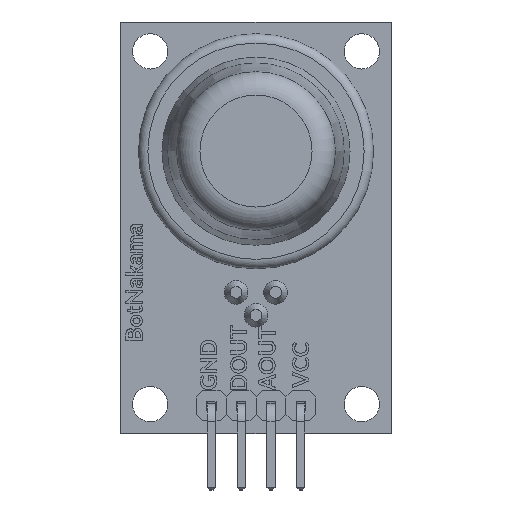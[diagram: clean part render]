
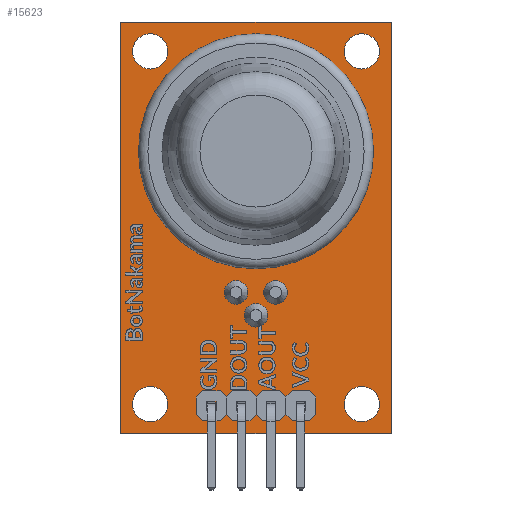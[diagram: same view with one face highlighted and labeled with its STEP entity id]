
A CAD part, top view. The second image highlights one B-rep face of the part: STEP entity #15623.
In plain terms, the highlighted planar face has unit normal (0, 0, 1).
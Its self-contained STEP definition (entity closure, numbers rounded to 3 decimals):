
#319=CIRCLE('',#17093,1.5);
#321=CIRCLE('',#17096,1.5);
#323=CIRCLE('',#17099,1.5);
#325=CIRCLE('',#17102,1.5);
#327=CIRCLE('',#17105,0.8);
#329=CIRCLE('',#17108,0.8);
#331=CIRCLE('',#17111,0.8);
#333=CIRCLE('',#17114,0.8);
#335=CIRCLE('',#17117,0.8);
#337=CIRCLE('',#17120,0.8);
#339=CIRCLE('',#17123,0.5);
#341=CIRCLE('',#17126,0.5);
#343=CIRCLE('',#17129,0.5);
#345=CIRCLE('',#17132,0.5);
#347=CIRCLE('',#17135,0.5);
#349=CIRCLE('',#17138,0.5);
#351=CIRCLE('',#17141,0.5);
#552=FACE_BOUND('',#1347,.T.);
#553=FACE_BOUND('',#1348,.T.);
#554=FACE_BOUND('',#1349,.T.);
#555=FACE_BOUND('',#1350,.T.);
#556=FACE_BOUND('',#1351,.T.);
#557=FACE_BOUND('',#1352,.T.);
#558=FACE_BOUND('',#1353,.T.);
#559=FACE_BOUND('',#1354,.T.);
#560=FACE_BOUND('',#1355,.T.);
#561=FACE_BOUND('',#1356,.T.);
#562=FACE_BOUND('',#1357,.T.);
#563=FACE_BOUND('',#1358,.T.);
#564=FACE_BOUND('',#1359,.T.);
#565=FACE_BOUND('',#1360,.T.);
#566=FACE_BOUND('',#1361,.T.);
#567=FACE_BOUND('',#1362,.T.);
#568=FACE_BOUND('',#1363,.T.);
#655=FACE_OUTER_BOUND('',#1346,.T.);
#1346=EDGE_LOOP('',(#10889,#10890,#10891,#10892));
#1347=EDGE_LOOP('',(#10893));
#1348=EDGE_LOOP('',(#10894));
#1349=EDGE_LOOP('',(#10895));
#1350=EDGE_LOOP('',(#10896));
#1351=EDGE_LOOP('',(#10897));
#1352=EDGE_LOOP('',(#10898));
#1353=EDGE_LOOP('',(#10899));
#1354=EDGE_LOOP('',(#10900));
#1355=EDGE_LOOP('',(#10901));
#1356=EDGE_LOOP('',(#10902));
#1357=EDGE_LOOP('',(#10903));
#1358=EDGE_LOOP('',(#10904));
#1359=EDGE_LOOP('',(#10905));
#1360=EDGE_LOOP('',(#10906));
#1361=EDGE_LOOP('',(#10907));
#1362=EDGE_LOOP('',(#10908));
#1363=EDGE_LOOP('',(#10909));
#2129=LINE('',#22542,#3574);
#2132=LINE('',#22548,#3577);
#2135=LINE('',#22554,#3580);
#2138=LINE('',#22559,#3583);
#3574=VECTOR('',#18103,1.);
#3577=VECTOR('',#18108,1.);
#3580=VECTOR('',#18113,1.);
#3583=VECTOR('',#18118,1.);
#6162=VERTEX_POINT('',#22539);
#6163=VERTEX_POINT('',#22541);
#6165=VERTEX_POINT('',#22547);
#6167=VERTEX_POINT('',#22553);
#6169=VERTEX_POINT('',#22562);
#6171=VERTEX_POINT('',#22568);
#6173=VERTEX_POINT('',#22574);
#6175=VERTEX_POINT('',#22580);
#6177=VERTEX_POINT('',#22586);
#6179=VERTEX_POINT('',#22592);
#6181=VERTEX_POINT('',#22598);
#6183=VERTEX_POINT('',#22604);
#6185=VERTEX_POINT('',#22610);
#6187=VERTEX_POINT('',#22616);
#6189=VERTEX_POINT('',#22622);
#6191=VERTEX_POINT('',#22628);
#6193=VERTEX_POINT('',#22634);
#6195=VERTEX_POINT('',#22640);
#6197=VERTEX_POINT('',#22646);
#6199=VERTEX_POINT('',#22652);
#6201=VERTEX_POINT('',#22658);
#8203=EDGE_CURVE('',#6162,#6163,#2129,.T.);
#8206=EDGE_CURVE('',#6163,#6165,#2132,.T.);
#8209=EDGE_CURVE('',#6165,#6167,#2135,.T.);
#8212=EDGE_CURVE('',#6167,#6162,#2138,.T.);
#8214=EDGE_CURVE('',#6169,#6169,#319,.T.);
#8217=EDGE_CURVE('',#6171,#6171,#321,.T.);
#8220=EDGE_CURVE('',#6173,#6173,#323,.T.);
#8223=EDGE_CURVE('',#6175,#6175,#325,.T.);
#8226=EDGE_CURVE('',#6177,#6177,#327,.T.);
#8229=EDGE_CURVE('',#6179,#6179,#329,.T.);
#8232=EDGE_CURVE('',#6181,#6181,#331,.T.);
#8235=EDGE_CURVE('',#6183,#6183,#333,.T.);
#8238=EDGE_CURVE('',#6185,#6185,#335,.T.);
#8241=EDGE_CURVE('',#6187,#6187,#337,.T.);
#8244=EDGE_CURVE('',#6189,#6189,#339,.T.);
#8247=EDGE_CURVE('',#6191,#6191,#341,.T.);
#8250=EDGE_CURVE('',#6193,#6193,#343,.T.);
#8253=EDGE_CURVE('',#6195,#6195,#345,.T.);
#8256=EDGE_CURVE('',#6197,#6197,#347,.T.);
#8259=EDGE_CURVE('',#6199,#6199,#349,.T.);
#8262=EDGE_CURVE('',#6201,#6201,#351,.T.);
#10889=ORIENTED_EDGE('',*,*,#8203,.F.);
#10890=ORIENTED_EDGE('',*,*,#8212,.F.);
#10891=ORIENTED_EDGE('',*,*,#8209,.F.);
#10892=ORIENTED_EDGE('',*,*,#8206,.F.);
#10893=ORIENTED_EDGE('',*,*,#8214,.F.);
#10894=ORIENTED_EDGE('',*,*,#8217,.F.);
#10895=ORIENTED_EDGE('',*,*,#8220,.F.);
#10896=ORIENTED_EDGE('',*,*,#8223,.F.);
#10897=ORIENTED_EDGE('',*,*,#8226,.F.);
#10898=ORIENTED_EDGE('',*,*,#8229,.F.);
#10899=ORIENTED_EDGE('',*,*,#8232,.F.);
#10900=ORIENTED_EDGE('',*,*,#8235,.F.);
#10901=ORIENTED_EDGE('',*,*,#8238,.F.);
#10902=ORIENTED_EDGE('',*,*,#8241,.F.);
#10903=ORIENTED_EDGE('',*,*,#8244,.F.);
#10904=ORIENTED_EDGE('',*,*,#8247,.F.);
#10905=ORIENTED_EDGE('',*,*,#8250,.F.);
#10906=ORIENTED_EDGE('',*,*,#8253,.F.);
#10907=ORIENTED_EDGE('',*,*,#8256,.F.);
#10908=ORIENTED_EDGE('',*,*,#8259,.F.);
#10909=ORIENTED_EDGE('',*,*,#8262,.F.);
#14455=PLANE('',#17144);
#15623=ADVANCED_FACE('',(#655,#552,#553,#554,#555,#556,#557,#558,#559,#560,
#561,#562,#563,#564,#565,#566,#567,#568),#14455,.T.);
#17093=AXIS2_PLACEMENT_3D('',#22563,#18122,#18123);
#17096=AXIS2_PLACEMENT_3D('',#22569,#18129,#18130);
#17099=AXIS2_PLACEMENT_3D('',#22575,#18136,#18137);
#17102=AXIS2_PLACEMENT_3D('',#22581,#18143,#18144);
#17105=AXIS2_PLACEMENT_3D('',#22587,#18150,#18151);
#17108=AXIS2_PLACEMENT_3D('',#22593,#18157,#18158);
#17111=AXIS2_PLACEMENT_3D('',#22599,#18164,#18165);
#17114=AXIS2_PLACEMENT_3D('',#22605,#18171,#18172);
#17117=AXIS2_PLACEMENT_3D('',#22611,#18178,#18179);
#17120=AXIS2_PLACEMENT_3D('',#22617,#18185,#18186);
#17123=AXIS2_PLACEMENT_3D('',#22623,#18192,#18193);
#17126=AXIS2_PLACEMENT_3D('',#22629,#18199,#18200);
#17129=AXIS2_PLACEMENT_3D('',#22635,#18206,#18207);
#17132=AXIS2_PLACEMENT_3D('',#22641,#18213,#18214);
#17135=AXIS2_PLACEMENT_3D('',#22647,#18220,#18221);
#17138=AXIS2_PLACEMENT_3D('',#22653,#18227,#18228);
#17141=AXIS2_PLACEMENT_3D('',#22659,#18234,#18235);
#17144=AXIS2_PLACEMENT_3D('',#22664,#18241,#18242);
#18103=DIRECTION('',(1.,0.,0.));
#18108=DIRECTION('',(0.,-1.,0.));
#18113=DIRECTION('',(-1.,0.,0.));
#18118=DIRECTION('',(0.,1.,0.));
#18122=DIRECTION('center_axis',(0.,0.,1.));
#18123=DIRECTION('ref_axis',(1.,0.,0.));
#18129=DIRECTION('center_axis',(0.,0.,1.));
#18130=DIRECTION('ref_axis',(1.,0.,0.));
#18136=DIRECTION('center_axis',(0.,0.,1.));
#18137=DIRECTION('ref_axis',(1.,0.,0.));
#18143=DIRECTION('center_axis',(0.,0.,1.));
#18144=DIRECTION('ref_axis',(1.,0.,0.));
#18150=DIRECTION('center_axis',(0.,0.,1.));
#18151=DIRECTION('ref_axis',(1.,0.,0.));
#18157=DIRECTION('center_axis',(0.,0.,1.));
#18158=DIRECTION('ref_axis',(1.,0.,0.));
#18164=DIRECTION('center_axis',(0.,0.,1.));
#18165=DIRECTION('ref_axis',(1.,0.,0.));
#18171=DIRECTION('center_axis',(0.,0.,1.));
#18172=DIRECTION('ref_axis',(1.,0.,0.));
#18178=DIRECTION('center_axis',(0.,0.,1.));
#18179=DIRECTION('ref_axis',(1.,0.,0.));
#18185=DIRECTION('center_axis',(0.,0.,1.));
#18186=DIRECTION('ref_axis',(1.,0.,0.));
#18192=DIRECTION('center_axis',(0.,0.,1.));
#18193=DIRECTION('ref_axis',(1.,0.,0.));
#18199=DIRECTION('center_axis',(0.,0.,1.));
#18200=DIRECTION('ref_axis',(1.,0.,0.));
#18206=DIRECTION('center_axis',(0.,0.,1.));
#18207=DIRECTION('ref_axis',(1.,0.,0.));
#18213=DIRECTION('center_axis',(0.,0.,1.));
#18214=DIRECTION('ref_axis',(1.,0.,0.));
#18220=DIRECTION('center_axis',(0.,0.,1.));
#18221=DIRECTION('ref_axis',(1.,0.,0.));
#18227=DIRECTION('center_axis',(0.,0.,1.));
#18228=DIRECTION('ref_axis',(1.,0.,0.));
#18234=DIRECTION('center_axis',(0.,0.,1.));
#18235=DIRECTION('ref_axis',(1.,0.,0.));
#18241=DIRECTION('center_axis',(0.,0.,1.));
#18242=DIRECTION('ref_axis',(1.,0.,0.));
#22539=CARTESIAN_POINT('',(-11.5,17.5,2.));
#22541=CARTESIAN_POINT('',(11.5,17.5,2.));
#22542=CARTESIAN_POINT('',(-11.5,17.5,2.));
#22547=CARTESIAN_POINT('',(11.5,-17.5,2.));
#22548=CARTESIAN_POINT('',(11.5,17.5,2.));
#22553=CARTESIAN_POINT('',(-11.5,-17.5,2.));
#22554=CARTESIAN_POINT('',(11.5,-17.5,2.));
#22559=CARTESIAN_POINT('',(-11.5,-17.5,2.));
#22562=CARTESIAN_POINT('',(7.5,-15.,2.));
#22563=CARTESIAN_POINT('Origin',(9.,-15.,2.));
#22568=CARTESIAN_POINT('',(-10.5,-15.,2.));
#22569=CARTESIAN_POINT('Origin',(-9.,-15.,2.));
#22574=CARTESIAN_POINT('',(7.5,15.,2.));
#22575=CARTESIAN_POINT('Origin',(9.,15.,2.));
#22580=CARTESIAN_POINT('',(-10.5,15.,2.));
#22581=CARTESIAN_POINT('Origin',(-9.,15.,2.));
#22586=CARTESIAN_POINT('',(2.7,10.5,2.));
#22587=CARTESIAN_POINT('Origin',(3.5,10.5,2.));
#22592=CARTESIAN_POINT('',(-4.3,10.5,2.));
#22593=CARTESIAN_POINT('Origin',(-3.5,10.5,2.));
#22598=CARTESIAN_POINT('',(2.7,3.5,2.));
#22599=CARTESIAN_POINT('Origin',(3.5,3.5,2.));
#22604=CARTESIAN_POINT('',(-4.3,3.5,2.));
#22605=CARTESIAN_POINT('Origin',(-3.5,3.5,2.));
#22610=CARTESIAN_POINT('',(3.95,7.,2.));
#22611=CARTESIAN_POINT('Origin',(4.75,7.,2.));
#22616=CARTESIAN_POINT('',(-5.55,7.,2.));
#22617=CARTESIAN_POINT('Origin',(-4.75,7.,2.));
#22622=CARTESIAN_POINT('',(1.167,-5.525,2.));
#22623=CARTESIAN_POINT('Origin',(1.667,-5.525,2.));
#22628=CARTESIAN_POINT('',(-2.167,-5.525,2.));
#22629=CARTESIAN_POINT('Origin',(-1.667,-5.525,2.));
#22634=CARTESIAN_POINT('',(-0.5,-7.442,2.));
#22635=CARTESIAN_POINT('Origin',(0.,-7.442,2.));
#22640=CARTESIAN_POINT('',(3.31,-15.159,2.));
#22641=CARTESIAN_POINT('Origin',(3.81,-15.159,2.));
#22646=CARTESIAN_POINT('',(0.77,-15.159,2.));
#22647=CARTESIAN_POINT('Origin',(1.27,-15.159,2.));
#22652=CARTESIAN_POINT('',(-1.77,-15.159,2.));
#22653=CARTESIAN_POINT('Origin',(-1.27,-15.159,2.));
#22658=CARTESIAN_POINT('',(-4.31,-15.159,2.));
#22659=CARTESIAN_POINT('Origin',(-3.81,-15.159,2.));
#22664=CARTESIAN_POINT('Origin',(-11.5,17.5,2.));
